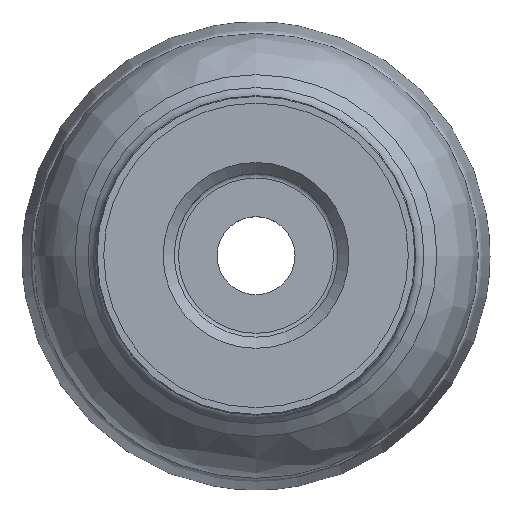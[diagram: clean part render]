
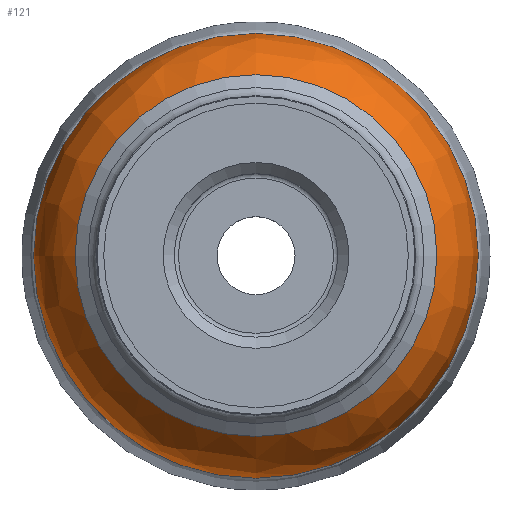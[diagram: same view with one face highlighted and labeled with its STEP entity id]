
A CAD part, top view. The second image highlights one B-rep face of the part: STEP entity #121.
In plain terms, the highlighted free-form (B-spline) face has degree [3, 3] with [4, 7] control points.
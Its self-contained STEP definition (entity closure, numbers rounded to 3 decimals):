
#119=(
BOUNDED_SURFACE()
B_SPLINE_SURFACE(3,3,((#746,#747,#748,#749,#750,#751,#752),(#753,#754,#755,
#756,#757,#758,#759),(#760,#761,#762,#763,#764,#765,#766),(#767,#768,#769,
#770,#771,#772,#773)),.UNSPECIFIED.,.F.,.T.,.F.)
B_SPLINE_SURFACE_WITH_KNOTS((4,4),(1,3,3,3,1),(0.,1.),(-0.5,0.,0.5,1.,1.5),
 .UNSPECIFIED.)
GEOMETRIC_REPRESENTATION_ITEM()
RATIONAL_B_SPLINE_SURFACE(((1.,0.333,0.333,1.,0.333,
0.333,1.),(0.935,0.312,0.312,
0.935,0.312,0.312,0.935),
(0.935,0.312,0.312,0.935,
0.312,0.312,0.935),(1.,0.333,
0.333,1.,0.333,0.333,1.)))
REPRESENTATION_ITEM('')
SURFACE()
);
#121=ADVANCED_FACE('CLONE_TP_FACE',(#158,#159),#119,.T.);
#158=FACE_BOUND('',#213,.T.);
#159=FACE_BOUND('',#214,.T.);
#213=EDGE_LOOP('',(#267));
#214=EDGE_LOOP('',(#268));
#267=ORIENTED_EDGE('',*,*,#349,.F.);
#268=ORIENTED_EDGE('',*,*,#350,.F.);
#321=VERTEX_POINT('',#743);
#322=VERTEX_POINT('',#745);
#349=EDGE_CURVE('',#321,#321,#376,.T.);
#350=EDGE_CURVE('',#322,#322,#377,.T.);
#376=CIRCLE('',#525,29.928);
#377=CIRCLE('',#526,24.356);
#525=AXIS2_PLACEMENT_3D('',#742,#606,#607);
#526=AXIS2_PLACEMENT_3D('',#744,#608,#609);
#606=DIRECTION('',(0.,0.,-1.));
#607=DIRECTION('',(-1.,0.,0.));
#608=DIRECTION('',(0.,0.,1.));
#609=DIRECTION('',(1.,0.,0.));
#742=CARTESIAN_POINT('',(0.,0.,-27.975));
#743=CARTESIAN_POINT('',(-29.928,0.,-27.975));
#744=CARTESIAN_POINT('',(0.,0.,-16.308));
#745=CARTESIAN_POINT('',(24.356,0.,-16.308));
#746=CARTESIAN_POINT('',(0.,-29.928,-27.975));
#747=CARTESIAN_POINT('',(-59.857,-29.928,-27.975));
#748=CARTESIAN_POINT('',(-59.857,29.928,-27.975));
#749=CARTESIAN_POINT('',(0.,29.928,-27.975));
#750=CARTESIAN_POINT('',(59.857,29.928,-27.975));
#751=CARTESIAN_POINT('',(59.857,-29.928,-27.975));
#752=CARTESIAN_POINT('',(0.,-29.928,-27.975));
#753=CARTESIAN_POINT('',(0.,-29.928,-23.365));
#754=CARTESIAN_POINT('',(-59.857,-29.928,-23.365));
#755=CARTESIAN_POINT('',(-59.857,29.928,-23.365));
#756=CARTESIAN_POINT('',(0.,29.928,-23.365));
#757=CARTESIAN_POINT('',(59.857,29.928,-23.365));
#758=CARTESIAN_POINT('',(59.857,-29.928,-23.365));
#759=CARTESIAN_POINT('',(0.,-29.928,-23.365));
#760=CARTESIAN_POINT('',(0.,-27.942,-19.205));
#761=CARTESIAN_POINT('',(-55.883,-27.942,-19.205));
#762=CARTESIAN_POINT('',(-55.883,27.942,-19.205));
#763=CARTESIAN_POINT('',(0.,27.942,-19.205));
#764=CARTESIAN_POINT('',(55.883,27.942,-19.205));
#765=CARTESIAN_POINT('',(55.883,-27.942,-19.205));
#766=CARTESIAN_POINT('',(0.,-27.942,-19.205));
#767=CARTESIAN_POINT('',(0.,-24.356,-16.308));
#768=CARTESIAN_POINT('',(-48.712,-24.356,-16.308));
#769=CARTESIAN_POINT('',(-48.712,24.356,-16.308));
#770=CARTESIAN_POINT('',(0.,24.356,-16.308));
#771=CARTESIAN_POINT('',(48.712,24.356,-16.308));
#772=CARTESIAN_POINT('',(48.712,-24.356,-16.308));
#773=CARTESIAN_POINT('',(0.,-24.356,-16.308));
